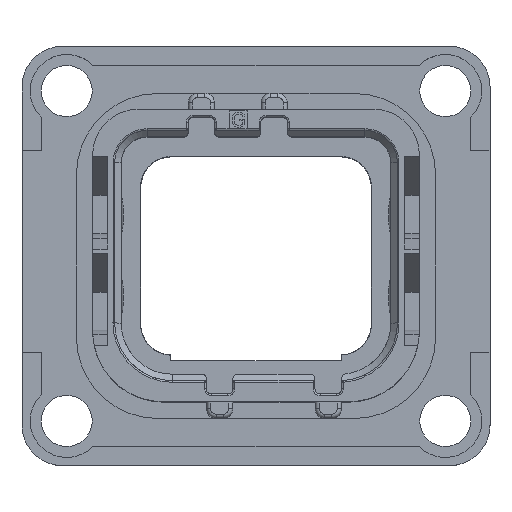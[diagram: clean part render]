
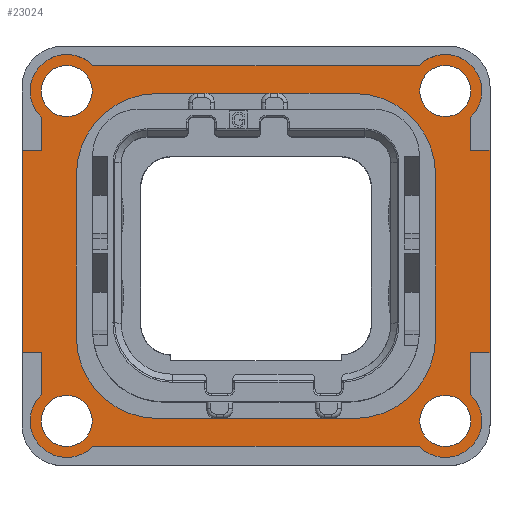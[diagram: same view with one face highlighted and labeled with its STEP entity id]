
A CAD part, top view. The second image highlights one B-rep face of the part: STEP entity #23024.
In plain terms, the highlighted planar face has unit normal (0, 0, 1).
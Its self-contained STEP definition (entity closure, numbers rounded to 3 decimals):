
#97=DIRECTION('',(0.,-1.,0.));
#98=VECTOR('',#97,12.45);
#99=CARTESIAN_POINT('',(-14.4,6.5,1.5));
#100=LINE('',#99,#98);
#160=CARTESIAN_POINT('',(-11.65,10.15,1.5));
#161=DIRECTION('',(0.,0.,1.));
#162=DIRECTION('',(0.716,0.698,0.));
#163=AXIS2_PLACEMENT_3D('',#160,#161,#162);
#173=CARTESIAN_POINT('',(11.65,10.15,1.5));
#174=DIRECTION('',(0.,0.,1.));
#175=DIRECTION('',(0.698,-0.716,0.));
#176=AXIS2_PLACEMENT_3D('',#173,#174,#175);
#183=DIRECTION('',(0.,1.,0.));
#184=VECTOR('',#183,2.588);
#185=CARTESIAN_POINT('',(13.22,-8.538,1.5));
#186=LINE('',#185,#184);
#187=DIRECTION('',(1.,0.,0.));
#188=VECTOR('',#187,20.077);
#189=CARTESIAN_POINT('',(-10.038,-11.72,1.5));
#190=LINE('',#189,#188);
#191=DIRECTION('',(0.,-1.,0.));
#192=VECTOR('',#191,2.588);
#193=CARTESIAN_POINT('',(-13.22,-5.95,1.5));
#194=LINE('',#193,#192);
#195=DIRECTION('',(1.,0.,0.));
#196=VECTOR('',#195,1.18);
#197=CARTESIAN_POINT('',(-14.4,-5.95,1.5));
#198=LINE('',#197,#196);
#199=DIRECTION('',(-1.,0.,0.));
#200=VECTOR('',#199,1.18);
#201=CARTESIAN_POINT('',(-13.22,6.5,1.5));
#202=LINE('',#201,#200);
#203=DIRECTION('',(0.,-1.,0.));
#204=VECTOR('',#203,2.038);
#205=CARTESIAN_POINT('',(-13.22,8.538,1.5));
#206=LINE('',#205,#204);
#207=DIRECTION('',(-1.,0.,0.));
#208=VECTOR('',#207,20.077);
#209=CARTESIAN_POINT('',(10.038,11.72,1.5));
#210=LINE('',#209,#208);
#211=DIRECTION('',(0.,1.,0.));
#212=VECTOR('',#211,2.038);
#213=CARTESIAN_POINT('',(13.22,6.5,1.5));
#214=LINE('',#213,#212);
#215=DIRECTION('',(-1.,0.,0.));
#216=VECTOR('',#215,1.18);
#217=CARTESIAN_POINT('',(14.4,6.5,1.5));
#218=LINE('',#217,#216);
#219=DIRECTION('',(1.,0.,0.));
#220=VECTOR('',#219,1.18);
#221=CARTESIAN_POINT('',(13.22,-5.95,1.5));
#222=LINE('',#221,#220);
#223=CARTESIAN_POINT('',(11.65,-10.15,1.5));
#224=DIRECTION('',(0.,0.,1.));
#225=DIRECTION('',(-1.,0.,0.));
#226=AXIS2_PLACEMENT_3D('',#223,#224,#225);
#228=CARTESIAN_POINT('',(-11.65,-10.15,1.5));
#229=DIRECTION('',(0.,0.,1.));
#230=DIRECTION('',(-1.,0.,0.));
#231=AXIS2_PLACEMENT_3D('',#228,#229,#230);
#233=CARTESIAN_POINT('',(-11.65,10.15,1.5));
#234=DIRECTION('',(0.,0.,1.));
#235=DIRECTION('',(1.,0.,0.));
#236=AXIS2_PLACEMENT_3D('',#233,#234,#235);
#238=CARTESIAN_POINT('',(11.65,10.15,1.5));
#239=DIRECTION('',(0.,0.,1.));
#240=DIRECTION('',(1.,0.,0.));
#241=AXIS2_PLACEMENT_3D('',#238,#239,#240);
#243=CARTESIAN_POINT('',(6.05,5.,1.5));
#244=DIRECTION('',(0.,0.,-1.));
#245=DIRECTION('',(0.,1.,0.));
#246=AXIS2_PLACEMENT_3D('',#243,#244,#245);
#248=DIRECTION('',(1.,0.,0.));
#249=VECTOR('',#248,12.1);
#250=CARTESIAN_POINT('',(-6.05,10.,1.5));
#251=LINE('',#250,#249);
#252=CARTESIAN_POINT('',(-6.05,5.,1.5));
#253=DIRECTION('',(0.,0.,-1.));
#254=DIRECTION('',(-1.,0.,0.));
#255=AXIS2_PLACEMENT_3D('',#252,#253,#254);
#257=DIRECTION('',(0.,1.,0.));
#258=VECTOR('',#257,10.);
#259=CARTESIAN_POINT('',(-11.05,-5.,1.5));
#260=LINE('',#259,#258);
#261=CARTESIAN_POINT('',(-6.05,-5.,1.5));
#262=DIRECTION('',(0.,0.,-1.));
#263=DIRECTION('',(0.,-1.,0.));
#264=AXIS2_PLACEMENT_3D('',#261,#262,#263);
#266=DIRECTION('',(-1.,0.,0.));
#267=VECTOR('',#266,12.1);
#268=CARTESIAN_POINT('',(6.05,-10.,1.5));
#269=LINE('',#268,#267);
#270=CARTESIAN_POINT('',(6.05,-5.,1.5));
#271=DIRECTION('',(0.,0.,-1.));
#272=DIRECTION('',(1.,0.,0.));
#273=AXIS2_PLACEMENT_3D('',#270,#271,#272);
#275=DIRECTION('',(0.,-1.,0.));
#276=VECTOR('',#275,10.);
#277=CARTESIAN_POINT('',(11.05,5.,1.5));
#278=LINE('',#277,#276);
#283=CARTESIAN_POINT('',(11.65,-10.15,1.5));
#284=DIRECTION('',(0.,0.,1.));
#285=DIRECTION('',(-0.716,-0.698,0.));
#286=AXIS2_PLACEMENT_3D('',#283,#284,#285);
#340=CARTESIAN_POINT('',(-11.65,-10.15,1.5));
#341=DIRECTION('',(0.,0.,1.));
#342=DIRECTION('',(-0.698,0.716,0.));
#343=AXIS2_PLACEMENT_3D('',#340,#341,#342);
#369=DIRECTION('',(0.,1.,0.));
#370=VECTOR('',#369,12.45);
#371=CARTESIAN_POINT('',(14.4,-5.95,1.5));
#372=LINE('',#371,#370);
#425=CARTESIAN_POINT('',(11.65,-10.15,1.5));
#426=DIRECTION('',(0.,0.,1.));
#427=DIRECTION('',(1.,0.,0.));
#428=AXIS2_PLACEMENT_3D('',#425,#426,#427);
#430=CARTESIAN_POINT('',(-11.65,-10.15,1.5));
#431=DIRECTION('',(0.,0.,1.));
#432=DIRECTION('',(1.,0.,0.));
#433=AXIS2_PLACEMENT_3D('',#430,#431,#432);
#451=CARTESIAN_POINT('',(-11.65,10.15,1.5));
#452=DIRECTION('',(0.,0.,1.));
#453=DIRECTION('',(-1.,0.,0.));
#454=AXIS2_PLACEMENT_3D('',#451,#452,#453);
#456=CARTESIAN_POINT('',(11.65,10.15,1.5));
#457=DIRECTION('',(0.,0.,1.));
#458=DIRECTION('',(-1.,0.,0.));
#459=AXIS2_PLACEMENT_3D('',#456,#457,#458);
#19999=CARTESIAN_POINT('',(-6.05,10.,1.5));
#20000=CARTESIAN_POINT('',(6.05,10.,1.5));
#20001=VERTEX_POINT('',#19999);
#20002=VERTEX_POINT('',#20000);
#20003=CARTESIAN_POINT('',(11.05,-5.,1.5));
#20004=CARTESIAN_POINT('',(6.05,-10.,1.5));
#20005=VERTEX_POINT('',#20003);
#20006=VERTEX_POINT('',#20004);
#20007=CARTESIAN_POINT('',(11.05,5.,1.5));
#20008=VERTEX_POINT('',#20007);
#20009=CARTESIAN_POINT('',(-11.05,5.,1.5));
#20010=VERTEX_POINT('',#20009);
#20011=CARTESIAN_POINT('',(-11.05,-5.,1.5));
#20012=VERTEX_POINT('',#20011);
#20013=CARTESIAN_POINT('',(-6.05,-10.,1.5));
#20014=VERTEX_POINT('',#20013);
#20045=CARTESIAN_POINT('',(14.4,-5.95,1.5));
#20046=CARTESIAN_POINT('',(14.4,6.5,1.5));
#20047=VERTEX_POINT('',#20045);
#20048=VERTEX_POINT('',#20046);
#20049=CARTESIAN_POINT('',(-14.4,6.5,1.5));
#20050=CARTESIAN_POINT('',(-14.4,-5.95,1.5));
#20051=VERTEX_POINT('',#20049);
#20052=VERTEX_POINT('',#20050);
#20053=CARTESIAN_POINT('',(10.08,10.15,1.5));
#20054=VERTEX_POINT('',#20053);
#20055=CARTESIAN_POINT('',(-10.08,10.15,1.5));
#20056=VERTEX_POINT('',#20055);
#20057=CARTESIAN_POINT('',(-10.08,-10.15,1.5));
#20058=VERTEX_POINT('',#20057);
#20059=CARTESIAN_POINT('',(10.08,-10.15,1.5));
#20060=VERTEX_POINT('',#20059);
#20061=CARTESIAN_POINT('',(-13.22,6.5,1.5));
#20062=VERTEX_POINT('',#20061);
#20063=CARTESIAN_POINT('',(13.22,6.5,1.5));
#20064=VERTEX_POINT('',#20063);
#20065=CARTESIAN_POINT('',(-13.22,-5.95,1.5));
#20066=VERTEX_POINT('',#20065);
#20381=CARTESIAN_POINT('',(13.22,-5.95,1.5));
#20382=VERTEX_POINT('',#20381);
#20708=CARTESIAN_POINT('',(13.22,8.538,1.5));
#20710=VERTEX_POINT('',#20708);
#20712=CARTESIAN_POINT('',(-10.038,-11.72,1.5));
#20714=VERTEX_POINT('',#20712);
#20716=CARTESIAN_POINT('',(10.038,-11.72,1.5));
#20718=VERTEX_POINT('',#20716);
#20720=CARTESIAN_POINT('',(-13.22,-8.538,1.5));
#20722=VERTEX_POINT('',#20720);
#20724=CARTESIAN_POINT('',(-10.038,11.72,1.5));
#20726=VERTEX_POINT('',#20724);
#20728=CARTESIAN_POINT('',(10.038,11.72,1.5));
#20730=VERTEX_POINT('',#20728);
#20732=CARTESIAN_POINT('',(-13.22,8.538,1.5));
#20734=VERTEX_POINT('',#20732);
#20736=CARTESIAN_POINT('',(13.22,-8.538,1.5));
#20738=VERTEX_POINT('',#20736);
#20740=CARTESIAN_POINT('',(13.22,10.15,1.5));
#20741=VERTEX_POINT('',#20740);
#20742=CARTESIAN_POINT('',(-13.22,10.15,1.5));
#20743=VERTEX_POINT('',#20742);
#20744=CARTESIAN_POINT('',(-13.22,-10.15,1.5));
#20745=VERTEX_POINT('',#20744);
#20746=CARTESIAN_POINT('',(13.22,-10.15,1.5));
#20747=VERTEX_POINT('',#20746);
#22947=CARTESIAN_POINT('',(0.,0.,1.5));
#22948=DIRECTION('',(0.,0.,1.));
#22949=DIRECTION('',(1.,0.,0.));
#22950=AXIS2_PLACEMENT_3D('',#22947,#22948,#22949);
#22951=PLANE('',#22950);
#22953=ORIENTED_EDGE('',*,*,#22952,.F.);
#22955=ORIENTED_EDGE('',*,*,#22954,.F.);
#22957=ORIENTED_EDGE('',*,*,#22956,.F.);
#22959=ORIENTED_EDGE('',*,*,#22958,.F.);
#22961=ORIENTED_EDGE('',*,*,#22960,.F.);
#22963=ORIENTED_EDGE('',*,*,#22962,.F.);
#22964=ORIENTED_EDGE('',*,*,#22860,.F.);
#22966=ORIENTED_EDGE('',*,*,#22965,.F.);
#22968=ORIENTED_EDGE('',*,*,#22967,.F.);
#22969=ORIENTED_EDGE('',*,*,#22912,.F.);
#22970=ORIENTED_EDGE('',*,*,#22928,.F.);
#22971=ORIENTED_EDGE('',*,*,#22938,.F.);
#22973=ORIENTED_EDGE('',*,*,#22972,.F.);
#22975=ORIENTED_EDGE('',*,*,#22974,.F.);
#22977=ORIENTED_EDGE('',*,*,#22976,.F.);
#22979=ORIENTED_EDGE('',*,*,#22978,.F.);
#22980=EDGE_LOOP('',(#22953,#22955,#22957,#22959,#22961,#22963,#22964,#22966,
#22968,#22969,#22970,#22971,#22973,#22975,#22977,#22979));
#22981=FACE_OUTER_BOUND('',#22980,.F.);
#22983=ORIENTED_EDGE('',*,*,#22982,.T.);
#22985=ORIENTED_EDGE('',*,*,#22984,.T.);
#22986=EDGE_LOOP('',(#22983,#22985));
#22987=FACE_BOUND('',#22986,.F.);
#22989=ORIENTED_EDGE('',*,*,#22988,.T.);
#22991=ORIENTED_EDGE('',*,*,#22990,.T.);
#22992=EDGE_LOOP('',(#22989,#22991));
#22993=FACE_BOUND('',#22992,.F.);
#22995=ORIENTED_EDGE('',*,*,#22994,.T.);
#22997=ORIENTED_EDGE('',*,*,#22996,.T.);
#22998=EDGE_LOOP('',(#22995,#22997));
#22999=FACE_BOUND('',#22998,.F.);
#23001=ORIENTED_EDGE('',*,*,#23000,.T.);
#23003=ORIENTED_EDGE('',*,*,#23002,.T.);
#23004=EDGE_LOOP('',(#23001,#23003));
#23005=FACE_BOUND('',#23004,.F.);
#23007=ORIENTED_EDGE('',*,*,#23006,.F.);
#23009=ORIENTED_EDGE('',*,*,#23008,.F.);
#23011=ORIENTED_EDGE('',*,*,#23010,.F.);
#23013=ORIENTED_EDGE('',*,*,#23012,.F.);
#23015=ORIENTED_EDGE('',*,*,#23014,.F.);
#23017=ORIENTED_EDGE('',*,*,#23016,.F.);
#23019=ORIENTED_EDGE('',*,*,#23018,.F.);
#23021=ORIENTED_EDGE('',*,*,#23020,.F.);
#23022=EDGE_LOOP('',(#23007,#23009,#23011,#23013,#23015,#23017,#23019,#23021));
#23023=FACE_BOUND('',#23022,.F.);
#23024=ADVANCED_FACE('',(#22981,#22987,#22993,#22999,#23005,#23023),#22951,.T.);
#164=CIRCLE('',#163,2.25);
#177=CIRCLE('',#176,2.25);
#227=CIRCLE('',#226,1.57);
#232=CIRCLE('',#231,1.57);
#237=CIRCLE('',#236,1.57);
#242=CIRCLE('',#241,1.57);
#247=CIRCLE('',#246,5.);
#256=CIRCLE('',#255,5.);
#265=CIRCLE('',#264,5.);
#274=CIRCLE('',#273,5.);
#287=CIRCLE('',#286,2.25);
#344=CIRCLE('',#343,2.25);
#429=CIRCLE('',#428,1.57);
#434=CIRCLE('',#433,1.57);
#455=CIRCLE('',#454,1.57);
#460=CIRCLE('',#459,1.57);
#22860=EDGE_CURVE('',#20051,#20052,#100,.T.);
#22912=EDGE_CURVE('',#20726,#20734,#164,.T.);
#22928=EDGE_CURVE('',#20730,#20726,#210,.T.);
#22938=EDGE_CURVE('',#20710,#20730,#177,.T.);
#22952=EDGE_CURVE('',#20738,#20382,#186,.T.);
#22954=EDGE_CURVE('',#20718,#20738,#287,.T.);
#22956=EDGE_CURVE('',#20714,#20718,#190,.T.);
#22958=EDGE_CURVE('',#20722,#20714,#344,.T.);
#22960=EDGE_CURVE('',#20066,#20722,#194,.T.);
#22962=EDGE_CURVE('',#20052,#20066,#198,.T.);
#22965=EDGE_CURVE('',#20062,#20051,#202,.T.);
#22967=EDGE_CURVE('',#20734,#20062,#206,.T.);
#22972=EDGE_CURVE('',#20064,#20710,#214,.T.);
#22974=EDGE_CURVE('',#20048,#20064,#218,.T.);
#22976=EDGE_CURVE('',#20047,#20048,#372,.T.);
#22978=EDGE_CURVE('',#20382,#20047,#222,.T.);
#22982=EDGE_CURVE('',#20060,#20747,#227,.T.);
#22984=EDGE_CURVE('',#20747,#20060,#429,.T.);
#22988=EDGE_CURVE('',#20058,#20745,#434,.T.);
#22990=EDGE_CURVE('',#20745,#20058,#232,.T.);
#22994=EDGE_CURVE('',#20056,#20743,#237,.T.);
#22996=EDGE_CURVE('',#20743,#20056,#455,.T.);
#23000=EDGE_CURVE('',#20054,#20741,#460,.T.);
#23002=EDGE_CURVE('',#20741,#20054,#242,.T.);
#23006=EDGE_CURVE('',#20002,#20008,#247,.T.);
#23008=EDGE_CURVE('',#20001,#20002,#251,.T.);
#23010=EDGE_CURVE('',#20010,#20001,#256,.T.);
#23012=EDGE_CURVE('',#20012,#20010,#260,.T.);
#23014=EDGE_CURVE('',#20014,#20012,#265,.T.);
#23016=EDGE_CURVE('',#20006,#20014,#269,.T.);
#23018=EDGE_CURVE('',#20005,#20006,#274,.T.);
#23020=EDGE_CURVE('',#20008,#20005,#278,.T.);
